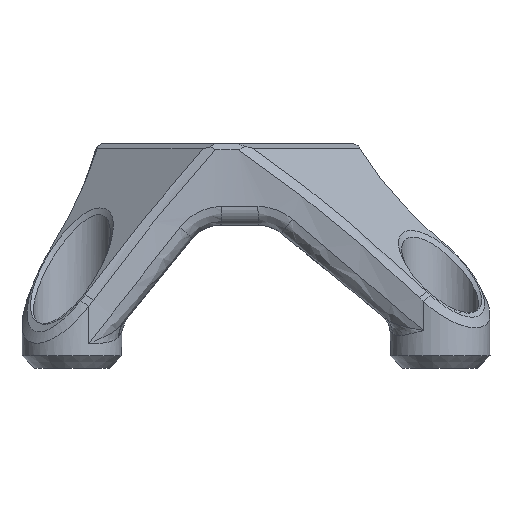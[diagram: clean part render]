
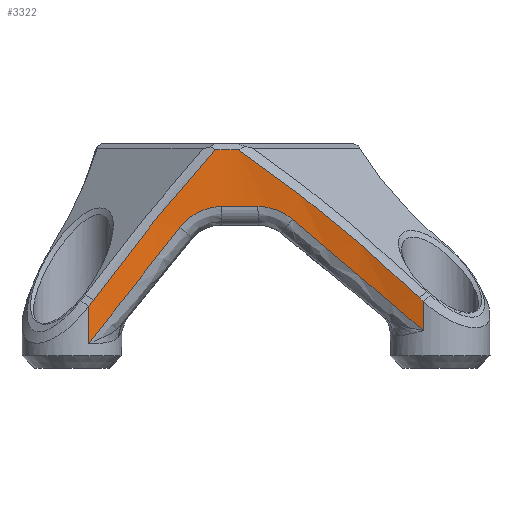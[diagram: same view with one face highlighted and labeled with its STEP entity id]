
A CAD part, front view. The second image highlights one B-rep face of the part: STEP entity #3322.
In plain terms, the highlighted cylindrical face has radius 40 mm (diameter 80 mm), a partial arc.
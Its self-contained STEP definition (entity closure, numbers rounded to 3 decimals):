
#59=ELLIPSE('',#3591,64.836,40.);
#60=ELLIPSE('',#3593,52.465,40.);
#159=B_SPLINE_CURVE_WITH_KNOTS('',3,(#5765,#5766,#5767,#5768),
 .UNSPECIFIED.,.F.,.F.,(4,4),(-1.127,-0.876),
 .UNSPECIFIED.);
#165=B_SPLINE_CURVE_WITH_KNOTS('',3,(#5926,#5927,#5928,#5929),
 .UNSPECIFIED.,.F.,.F.,(4,4),(0.758,1.127),
 .UNSPECIFIED.);
#168=B_SPLINE_CURVE_WITH_KNOTS('',3,(#6006,#6007,#6008,#6009),
 .UNSPECIFIED.,.F.,.F.,(4,4),(-2.111,-2.014),
 .UNSPECIFIED.);
#170=B_SPLINE_CURVE_WITH_KNOTS('',3,(#6046,#6047,#6048,#6049),
 .UNSPECIFIED.,.F.,.F.,(4,4),(-1.127,-1.045),
 .UNSPECIFIED.);
#175=B_SPLINE_CURVE_WITH_KNOTS('',3,(#6134,#6135,#6136,#6137),
 .UNSPECIFIED.,.F.,.F.,(4,4),(0.,0.401),.UNSPECIFIED.);
#176=B_SPLINE_CURVE_WITH_KNOTS('',3,(#6141,#6142,#6143,#6144),
 .UNSPECIFIED.,.F.,.F.,(4,4),(0.,0.309),.UNSPECIFIED.);
#425=CYLINDRICAL_SURFACE('',#3590,40.);
#520=FACE_OUTER_BOUND('',#743,.T.);
#743=EDGE_LOOP('',(#2505,#2506,#2507,#2508,#2509,#2510,#2511,#2512,#2513,
#2514,#2515,#2516));
#967=LINE('',#6117,#1123);
#968=LINE('',#6130,#1124);
#1123=VECTOR('',#4073,10.);
#1124=VECTOR('',#4078,10.);
#1243=CIRCLE('',#3569,40.);
#1249=CIRCLE('',#3592,40.);
#1450=VERTEX_POINT('',#5708);
#1451=VERTEX_POINT('',#5715);
#1455=VERTEX_POINT('',#5763);
#1463=VERTEX_POINT('',#5878);
#1464=VERTEX_POINT('',#5925);
#1465=VERTEX_POINT('',#5971);
#1478=VERTEX_POINT('',#6116);
#1480=VERTEX_POINT('',#6129);
#1481=VERTEX_POINT('',#6131);
#1482=VERTEX_POINT('',#6133);
#1483=VERTEX_POINT('',#6138);
#1484=VERTEX_POINT('',#6140);
#1800=EDGE_CURVE('',#1450,#1451,#1243,.T.);
#1809=EDGE_CURVE('',#1455,#1450,#159,.T.);
#1826=EDGE_CURVE('',#1451,#1464,#165,.T.);
#1832=EDGE_CURVE('',#1465,#1455,#168,.T.);
#1834=EDGE_CURVE('',#1464,#1463,#170,.T.);
#1847=EDGE_CURVE('',#1463,#1478,#967,.T.);
#1850=EDGE_CURVE('',#1465,#1480,#968,.T.);
#1851=EDGE_CURVE('',#1481,#1480,#59,.T.);
#1852=EDGE_CURVE('',#1482,#1481,#175,.T.);
#1853=EDGE_CURVE('',#1483,#1482,#1249,.T.);
#1854=EDGE_CURVE('',#1484,#1483,#176,.T.);
#1855=EDGE_CURVE('',#1478,#1484,#60,.T.);
#2505=ORIENTED_EDGE('',*,*,#1834,.F.);
#2506=ORIENTED_EDGE('',*,*,#1826,.F.);
#2507=ORIENTED_EDGE('',*,*,#1800,.F.);
#2508=ORIENTED_EDGE('',*,*,#1809,.F.);
#2509=ORIENTED_EDGE('',*,*,#1832,.F.);
#2510=ORIENTED_EDGE('',*,*,#1850,.T.);
#2511=ORIENTED_EDGE('',*,*,#1851,.F.);
#2512=ORIENTED_EDGE('',*,*,#1852,.F.);
#2513=ORIENTED_EDGE('',*,*,#1853,.F.);
#2514=ORIENTED_EDGE('',*,*,#1854,.F.);
#2515=ORIENTED_EDGE('',*,*,#1855,.F.);
#2516=ORIENTED_EDGE('',*,*,#1847,.F.);
#3322=ADVANCED_FACE('',(#520),#425,.F.);
#3569=AXIS2_PLACEMENT_3D('',#5716,#4017,#4018);
#3590=AXIS2_PLACEMENT_3D('',#6128,#4076,#4077);
#3591=AXIS2_PLACEMENT_3D('',#6132,#4079,#4080);
#3592=AXIS2_PLACEMENT_3D('',#6139,#4081,#4082);
#3593=AXIS2_PLACEMENT_3D('',#6145,#4083,#4084);
#4017=DIRECTION('center_axis',(0.,0.,
-1.));
#4018=DIRECTION('ref_axis',(-0.335,0.942,0.));
#4073=DIRECTION('',(0.,0.,-1.));
#4076=DIRECTION('center_axis',(0.,0.,
-1.));
#4077=DIRECTION('ref_axis',(-0.335,0.942,0.));
#4078=DIRECTION('',(0.,0.,-1.));
#4079=DIRECTION('center_axis',(-0.787,0.,
0.617));
#4080=DIRECTION('ref_axis',(-0.617,0.,-0.787));
#4081=DIRECTION('center_axis',(0.,0.,1.));
#4082=DIRECTION('ref_axis',(-0.033,0.999,0.));
#4083=DIRECTION('center_axis',(0.647,0.,
0.762));
#4084=DIRECTION('ref_axis',(0.762,0.,-0.647));
#5708=CARTESIAN_POINT('',(0.739,-60.415,3.092));
#5715=CARTESIAN_POINT('',(2.601,-60.307,3.092));
#5716=CARTESIAN_POINT('Origin',(3.979,-100.283,3.092));
#5763=CARTESIAN_POINT('',(-9.057,-62.467,-8.947));
#5765=CARTESIAN_POINT('Ctrl Pts',(-9.057,-62.467,-8.947));
#5766=CARTESIAN_POINT('Ctrl Pts',(-5.892,-61.376,-4.629));
#5767=CARTESIAN_POINT('Ctrl Pts',(-2.592,-60.685,-0.574));
#5768=CARTESIAN_POINT('Ctrl Pts',(0.739,-60.415,3.092));
#5878=CARTESIAN_POINT('',(17.388,-62.598,-9.046));
#5925=CARTESIAN_POINT('',(17.072,-62.487,-8.749));
#5926=CARTESIAN_POINT('Ctrl Pts',(2.601,-60.307,3.092));
#5927=CARTESIAN_POINT('Ctrl Pts',(7.496,-60.138,-0.276));
#5928=CARTESIAN_POINT('Ctrl Pts',(12.43,-60.879,-4.312));
#5929=CARTESIAN_POINT('Ctrl Pts',(17.072,-62.487,-8.749));
#5971=CARTESIAN_POINT('',(-9.43,-62.598,-9.445));
#6006=CARTESIAN_POINT('Ctrl Pts',(-9.43,-62.598,-9.445));
#6007=CARTESIAN_POINT('Ctrl Pts',(-9.305,-62.553,-9.283));
#6008=CARTESIAN_POINT('Ctrl Pts',(-9.181,-62.51,-9.117));
#6009=CARTESIAN_POINT('Ctrl Pts',(-9.057,-62.467,-8.947));
#6046=CARTESIAN_POINT('Ctrl Pts',(17.072,-62.487,-8.749));
#6047=CARTESIAN_POINT('Ctrl Pts',(17.178,-62.523,-8.85));
#6048=CARTESIAN_POINT('Ctrl Pts',(17.283,-62.56,-8.949));
#6049=CARTESIAN_POINT('Ctrl Pts',(17.388,-62.598,-9.046));
#6116=CARTESIAN_POINT('',(17.388,-62.598,-11.374));
#6117=CARTESIAN_POINT('',(17.388,-62.598,3.592));
#6128=CARTESIAN_POINT('Origin',(3.979,-100.283,3.592));
#6129=CARTESIAN_POINT('',(-9.43,-62.598,-12.429));
#6130=CARTESIAN_POINT('',(-9.43,-62.598,-13.408));
#6131=CARTESIAN_POINT('',(-2.12,-60.751,-3.103));
#6132=CARTESIAN_POINT('Origin',(3.979,-100.283,4.677));
#6133=CARTESIAN_POINT('',(1.245,-60.377,-1.443));
#6134=CARTESIAN_POINT('Ctrl Pts',(1.245,-60.377,-1.443));
#6135=CARTESIAN_POINT('Ctrl Pts',(-0.041,-60.465,
-1.443));
#6136=CARTESIAN_POINT('Ctrl Pts',(-1.309,-60.626,-2.07));
#6137=CARTESIAN_POINT('Ctrl Pts',(-2.12,-60.751,-3.103));
#6138=CARTESIAN_POINT('',(4.139,-60.284,-1.443));
#6139=CARTESIAN_POINT('Origin',(3.979,-100.283,-1.443));
#6140=CARTESIAN_POINT('',(6.885,-60.389,-2.46));
#6141=CARTESIAN_POINT('Ctrl Pts',(6.885,-60.389,-2.46));
#6142=CARTESIAN_POINT('Ctrl Pts',(6.119,-60.333,-1.809));
#6143=CARTESIAN_POINT('Ctrl Pts',(5.131,-60.288,-1.443));
#6144=CARTESIAN_POINT('Ctrl Pts',(4.139,-60.284,-1.443));
#6145=CARTESIAN_POINT('Origin',(3.979,-100.283,0.007));
